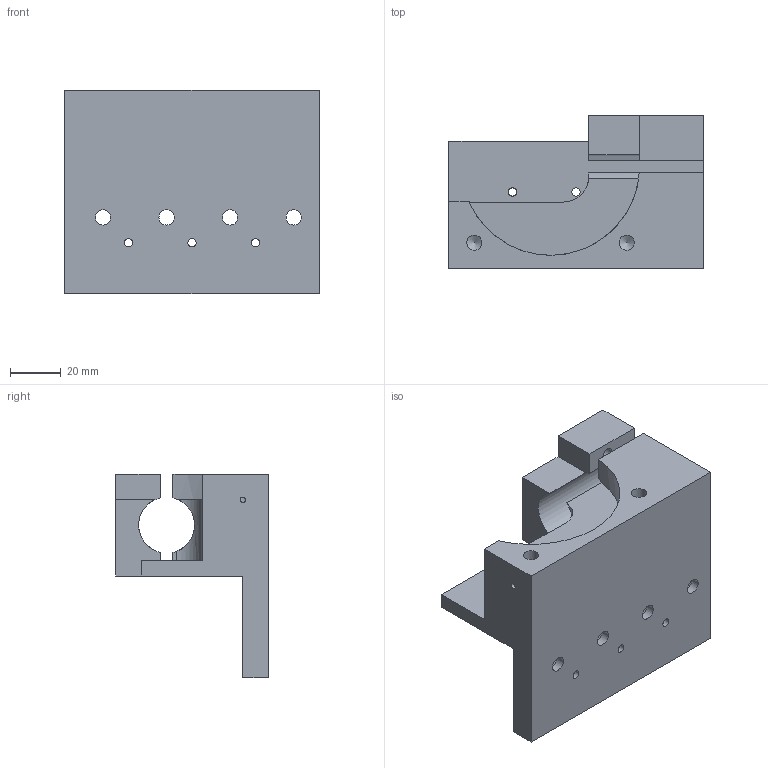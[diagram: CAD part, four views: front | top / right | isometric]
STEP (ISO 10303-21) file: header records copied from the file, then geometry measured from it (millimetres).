
FILE_DESCRIPTION(/* description */ (''),/* implementation_level */ '2;1');
FILE_NAME(/* name */ 'Galvomount-22mm-diameter-Left-Scanlab-V4.stp',/* time_stamp */ '2019-01-28T14:34:04+01:00',/* author */ ('voigt'),/* organization */ (''),/* preprocessor_version */ 'ST-DEVELOPER v16.1',/* originating_system */ 'Autodesk Inventor 2016',/* authorisation */ '');
FILE_SCHEMA (('AUTOMOTIVE_DESIGN { 1 0 10303 214 3 1 1 }'));
Length unit declared in the file: millimetre
Products named in the file (1): Galvomount-22mm-diameter-Left-Scanlab-V4
Bounding box: 100 x 60 x 80 mm (x, y, z)
Volume: 171548.7 mm3; surface area: 37985.5 mm2
Topology: 1 solids, 1 shells, 58 faces, 155 edges, 104 vertices
Faces by surface type: plane 28, cylinder 26, cone 4
Full cylindrical faces by diameter (mm): 2.156 x1, 3.242 x6, 4.134 x1, 5 x1, 6 x6, 9 x1, 10.5 x4
Entity records: 1739 total; most frequent: CARTESIAN_POINT 334, DIRECTION 288, ORIENTED_EDGE 242, EDGE_CURVE 121, AXIS2_PLACEMENT_3D 111, EDGE_LOOP 109, VERTEX_POINT 94, LINE 66
